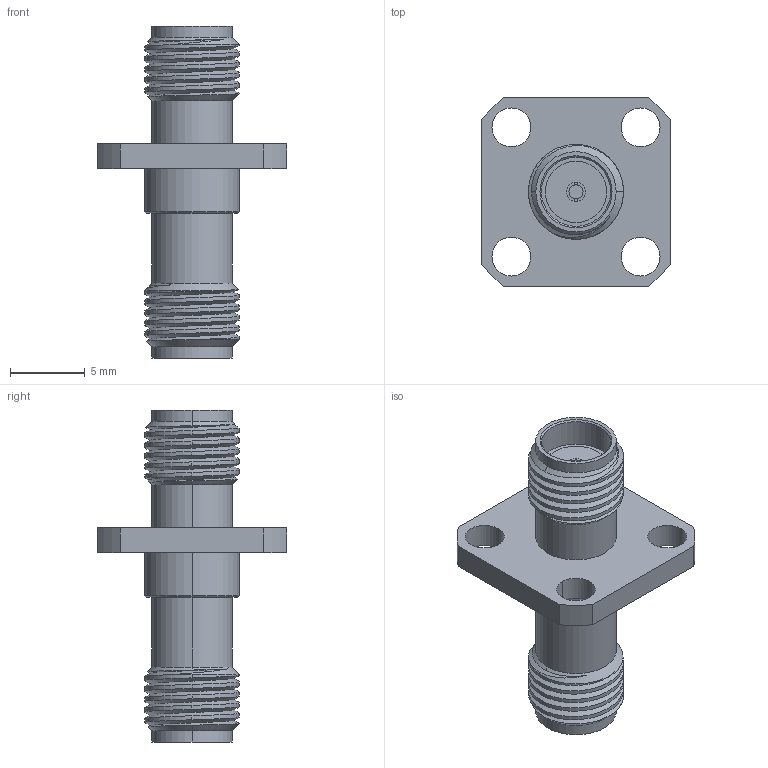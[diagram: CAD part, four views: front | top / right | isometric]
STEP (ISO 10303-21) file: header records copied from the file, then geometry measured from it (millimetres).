
FILE_DESCRIPTION (( 'STEP AP214' ), '1' );
FILE_NAME ('CT-SFSF-PM4-LN1.STEP', '2025-01-28T19:50:22', ( '' ), ( '' ), 'SwSTEP 2.0', 'SolidWorks 2021', '' );
FILE_SCHEMA (( 'AUTOMOTIVE_DESIGN' ));
Length unit declared in the file: millimetre
Products named in the file (1): CT-SFSF-PM4-LN1
Bounding box: 12.7 x 12.7 x 22.2 mm (x, y, z)
Volume: 956 mm3; surface area: 1320.7 mm2
Topology: 3 solids, 3 shells, 153 faces, 401 edges, 263 vertices
Faces by surface type: plane 69, cylinder 64, cone 16, bspline 4
Entity records: 6545 total; most frequent: CARTESIAN_POINT 2756, ORIENTED_EDGE 802, DIRECTION 770, EDGE_CURVE 401, AXIS2_PLACEMENT_3D 281, VERTEX_POINT 263, LINE 208, VECTOR 208
